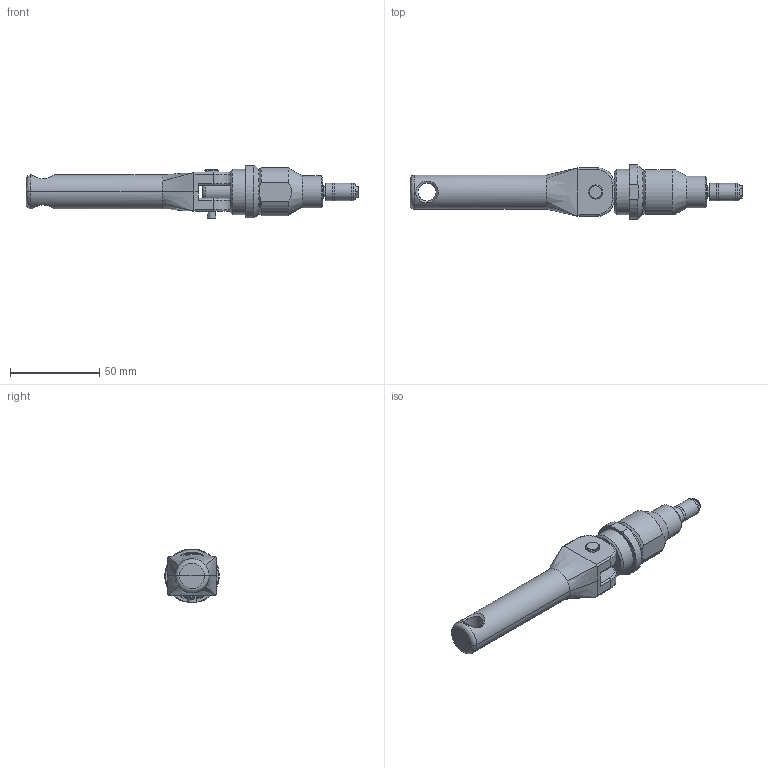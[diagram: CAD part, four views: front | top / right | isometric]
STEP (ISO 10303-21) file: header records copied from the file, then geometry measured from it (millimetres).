
FILE_DESCRIPTION(/* description */ (''),/* implementation_level */ '2;1');
FILE_NAME(/* name */ 'ZN111 CAD MODEL.stp',/* time_stamp */ '2014-10-09T09:38:00-05:00',/* author */ ('scottg'),/* organization */ ('FasTest,Inc.'),/* preprocessor_version */ 'ST-DEVELOPER v15.2',/* originating_system */ 'Autodesk Inventor 2014',/* authorisation */ '');
FILE_SCHEMA (('AUTOMOTIVE_DESIGN { 1 0 10303 214 3 1 1 }'));
Length unit declared in the file: inch
Products named in the file (4): ZN111 SOLID; 5ZN190 CADModel; H1131; ZN111 CAD MODEL
Bounding box: 185.72 x 30.42 x 29.34 mm (x, y, z)
Volume: 61235.4 mm3; surface area: 18594.7 mm2
Topology: 3 solids, 3 shells, 141 faces, 319 edges, 202 vertices
Faces by surface type: plane 51, cylinder 47, cone 20, bspline 12, torus 11
Full cylindrical faces by diameter (mm): 2.286 x1, 2.642 x1, 4.635 x1, 4.877 x2, 4.902 x1, 5.537 x4, 7.493 x1, 7.874 x1, 7.95 x1, 9.703 x4, 10.16 x2, 11.176 x1, 11.227 x1, 17.78 x1, 20.32 x1, 25.4 x1, 26.035 x1
Entity records: 4697 total; most frequent: CARTESIAN_POINT 1689, DIRECTION 617, ORIENTED_EDGE 536, EDGE_CURVE 268, AXIS2_PLACEMENT_3D 261, EDGE_LOOP 207, VERTEX_POINT 189, ADVANCED_FACE 141
